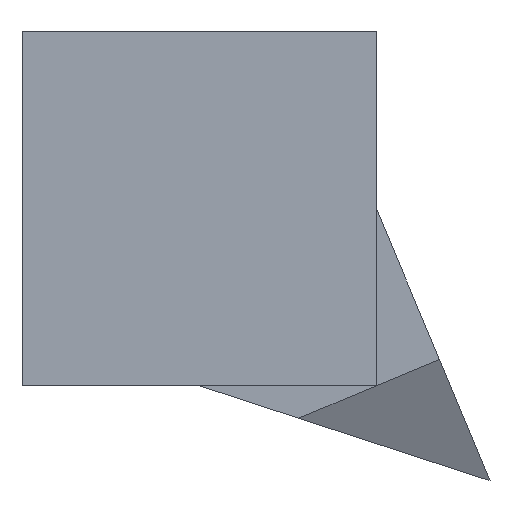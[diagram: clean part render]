
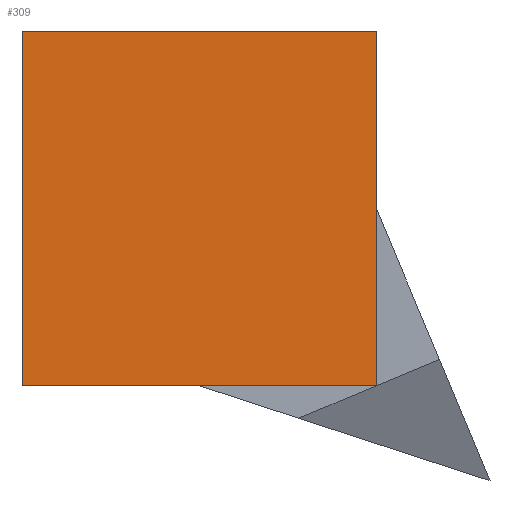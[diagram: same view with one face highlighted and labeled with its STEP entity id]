
A CAD part, front view. The second image highlights one B-rep face of the part: STEP entity #309.
In plain terms, the highlighted planar face has unit normal (0, -1, 0).
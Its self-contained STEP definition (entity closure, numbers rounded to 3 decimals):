
#9 = DIRECTION ( 'NONE',  ( 0., 0., 1. ) ) ;
#20 = EDGE_CURVE ( 'NONE', #234, #297, #219, .T. ) ;
#26 = LINE ( 'NONE', #59, #113 ) ;
#50 = EDGE_CURVE ( 'NONE', #264, #106, #26, .T. ) ;
#59 = CARTESIAN_POINT ( 'NONE',  ( 525., -40., 940. ) ) ;
#66 = ORIENTED_EDGE ( 'NONE', *, *, #20, .F. ) ;
#80 = ORIENTED_EDGE ( 'NONE', *, *, #50, .T. ) ;
#83 = CARTESIAN_POINT ( 'NONE',  ( 525., -40., 840. ) ) ;
#97 = CARTESIAN_POINT ( 'NONE',  ( 625., -40., 940. ) ) ;
#100 = ORIENTED_EDGE ( 'NONE', *, *, #163, .F. ) ;
#106 = VERTEX_POINT ( 'NONE', #83 ) ;
#113 = VECTOR ( 'NONE', #286, 1000. ) ;
#163 = EDGE_CURVE ( 'NONE', #297, #106, #395, .T. ) ;
#184 = DIRECTION ( 'NONE',  ( -1., 0., 0. ) ) ;
#188 = DIRECTION ( 'NONE',  ( 0., 0., -1. ) ) ;
#202 = CARTESIAN_POINT ( 'NONE',  ( 525., -40., 940. ) ) ;
#219 = LINE ( 'NONE', #247, #338 ) ;
#226 = DIRECTION ( 'NONE',  ( -1., 0., 0. ) ) ;
#233 = PLANE ( 'NONE',  #378 ) ;
#234 = VERTEX_POINT ( 'NONE', #97 ) ;
#243 = CARTESIAN_POINT ( 'NONE',  ( 625., -40., 940. ) ) ;
#247 = CARTESIAN_POINT ( 'NONE',  ( 625., -40., 940. ) ) ;
#264 = VERTEX_POINT ( 'NONE', #202 ) ;
#266 = FACE_OUTER_BOUND ( 'NONE', #333, .T. ) ;
#271 = VECTOR ( 'NONE', #184, 1000. ) ;
#286 = DIRECTION ( 'NONE',  ( 0., 0., -1. ) ) ;
#297 = VERTEX_POINT ( 'NONE', #401 ) ;
#309 = ADVANCED_FACE ( 'NONE', ( #266 ), #233, .F. ) ;
#333 = EDGE_LOOP ( 'NONE', ( #80, #100, #66, #387 ) ) ;
#338 = VECTOR ( 'NONE', #188, 1000. ) ;
#343 = DIRECTION ( 'NONE',  ( 0., 1., 0. ) ) ;
#358 = VECTOR ( 'NONE', #226, 1000. ) ;
#376 = CARTESIAN_POINT ( 'NONE',  ( 625., -40., 940. ) ) ;
#378 = AXIS2_PLACEMENT_3D ( 'NONE', #376, #343, #9 ) ;
#387 = ORIENTED_EDGE ( 'NONE', *, *, #388, .T. ) ;
#388 = EDGE_CURVE ( 'NONE', #234, #264, #411, .T. ) ;
#395 = LINE ( 'NONE', #399, #358 ) ;
#399 = CARTESIAN_POINT ( 'NONE',  ( 625., -40., 840. ) ) ;
#401 = CARTESIAN_POINT ( 'NONE',  ( 625., -40., 840. ) ) ;
#411 = LINE ( 'NONE', #243, #271 ) ;
